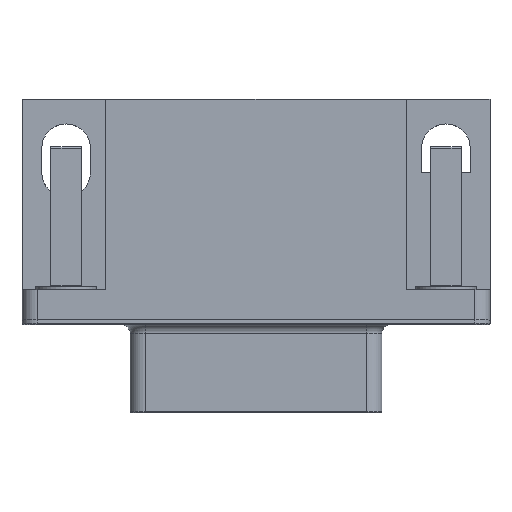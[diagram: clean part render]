
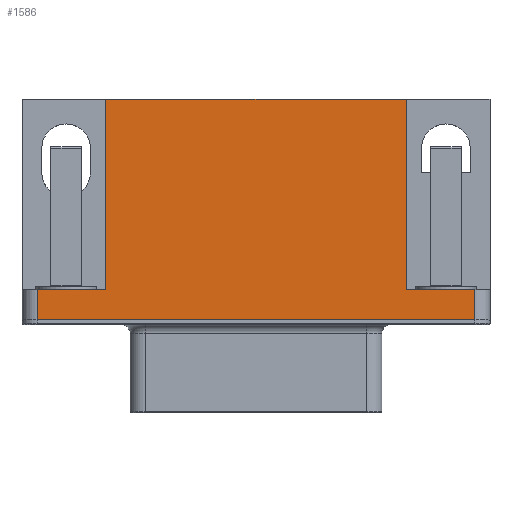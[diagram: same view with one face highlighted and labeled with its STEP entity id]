
A CAD part, top view. The second image highlights one B-rep face of the part: STEP entity #1586.
In plain terms, the highlighted planar face has unit normal (0, 0, 1).
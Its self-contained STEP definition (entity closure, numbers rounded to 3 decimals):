
#29=DIRECTION('',(0.,-1.,0.));
#62=DIRECTION('',(0.,0.,1.));
#93=DIRECTION('',(0.,1.,0.));
#94=DIRECTION('',(1.,0.,0.));
#170=DIRECTION('',(-1.,0.,0.));
#180=VECTOR('',#29,1.);
#243=VECTOR('',#94,1.);
#310=VECTOR('',#170,1.);
#1420=VERTEX_POINT('',#1421);
#1421=CARTESIAN_POINT('',(-8.86,-12.74,12.5));
#1424=ORIENTED_EDGE('',*,*,#1425,.F.);
#1425=EDGE_CURVE('',#1426,#1420,#1428,.T.);
#1426=VERTEX_POINT('',#1427);
#1427=CARTESIAN_POINT('',(19.94,-12.74,12.5));
#1428=LINE('',#1427,#310);
#1586=ADVANCED_FACE('',(#1587),#1627,.T.);
#1587=FACE_BOUND('',#1588,.T.);
#1588=EDGE_LOOP('',(#1424,#1589,#1595,#1600,#1606,#1612,#1618,#1624));
#1589=ORIENTED_EDGE('',*,*,#1590,.T.);
#1590=EDGE_CURVE('',#1426,#1591,#1593,.T.);
#1591=VERTEX_POINT('',#1592);
#1592=CARTESIAN_POINT('',(19.94,-10.74,12.5));
#1593=LINE('',#1427,#1594);
#1594=VECTOR('',#93,1.);
#1595=ORIENTED_EDGE('',*,*,#1596,.F.);
#1596=EDGE_CURVE('',#1597,#1591,#1599,.T.);
#1597=VERTEX_POINT('',#1598);
#1598=CARTESIAN_POINT('',(15.44,-10.74,12.5));
#1599=LINE('',#1592,#243);
#1600=ORIENTED_EDGE('',*,*,#1601,.F.);
#1601=EDGE_CURVE('',#1602,#1597,#1604,.T.);
#1602=VERTEX_POINT('',#1603);
#1603=CARTESIAN_POINT('',(15.44,1.8,12.5));
#1604=LINE('',#1605,#180);
#1605=CARTESIAN_POINT('',(15.44,-11.74,12.5));
#1606=ORIENTED_EDGE('',*,*,#1607,.T.);
#1607=EDGE_CURVE('',#1602,#1608,#1610,.T.);
#1608=VERTEX_POINT('',#1609);
#1609=CARTESIAN_POINT('',(-4.36,1.8,12.5));
#1610=LINE('',#1611,#310);
#1611=CARTESIAN_POINT('',(20.94,1.8,12.5));
#1612=ORIENTED_EDGE('',*,*,#1613,.F.);
#1613=EDGE_CURVE('',#1614,#1608,#1616,.T.);
#1614=VERTEX_POINT('',#1615);
#1615=CARTESIAN_POINT('',(-4.36,-10.74,12.5));
#1616=LINE('',#1617,#1594);
#1617=CARTESIAN_POINT('',(-4.36,-11.74,12.5));
#1618=ORIENTED_EDGE('',*,*,#1619,.F.);
#1619=EDGE_CURVE('',#1620,#1614,#1622,.T.);
#1620=VERTEX_POINT('',#1621);
#1621=CARTESIAN_POINT('',(-8.86,-10.74,12.5));
#1622=LINE('',#1623,#243);
#1623=CARTESIAN_POINT('',(6.54,-10.74,12.5));
#1624=ORIENTED_EDGE('',*,*,#1625,.F.);
#1625=EDGE_CURVE('',#1420,#1620,#1626,.T.);
#1626=LINE('',#1421,#1594);
#1627=PLANE('',#1628);
#1628=AXIS2_PLACEMENT_3D('',#1629,#62,#170);
#1629=CARTESIAN_POINT('',(20.94,-12.74,12.5));
